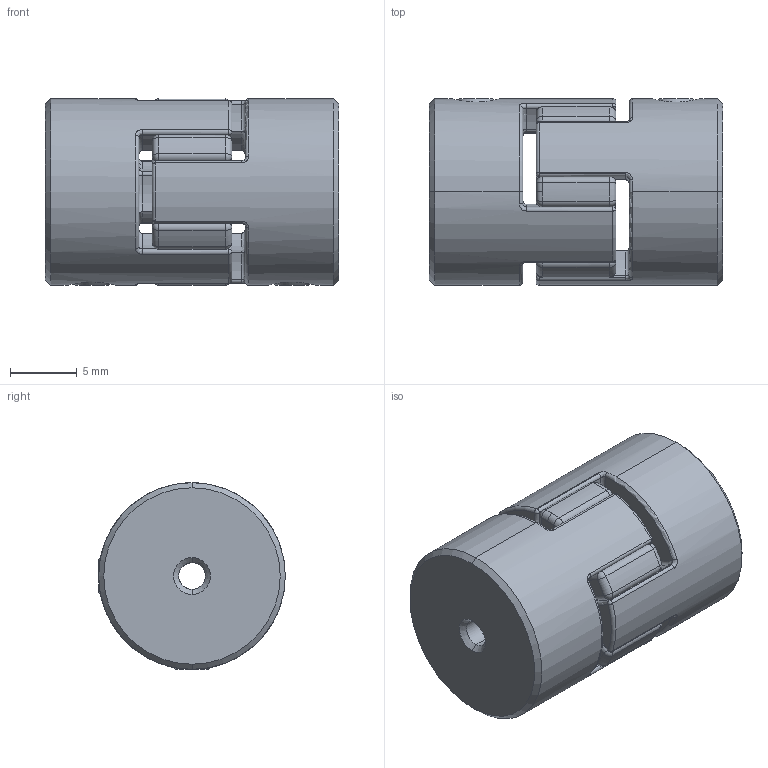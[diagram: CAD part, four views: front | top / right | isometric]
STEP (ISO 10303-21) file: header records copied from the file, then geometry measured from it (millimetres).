
FILE_DESCRIPTION (( 'STEP AP203' ), '1' );
FILE_NAME ('CL20-14.step', '2011-08-10T07:08:20', ( '' ), ( '' ), 'SwSTEP 2.0', 'SolidWorks 2010', '' );
FILE_SCHEMA (( 'CONFIG_CONTROL_DESIGN' ));
Length unit declared in the file: millimetre
Products named in the file (1): CL20-14
Bounding box: 22 x 14 x 14 mm (x, y, z)
Volume: 2946.6 mm3; surface area: 2830.1 mm2
Topology: 7 solids, 7 shells, 352 faces, 814 edges, 457 vertices
Faces by surface type: torus 109, cylinder 102, plane 52, sphere 45, cone 24, bspline 20
Entity records: 11155 total; most frequent: CARTESIAN_POINT 3301, DIRECTION 1778, ORIENTED_EDGE 1560, AXIS2_PLACEMENT_3D 783, EDGE_CURVE 780, CIRCLE 450, VERTEX_POINT 440, EDGE_LOOP 364
